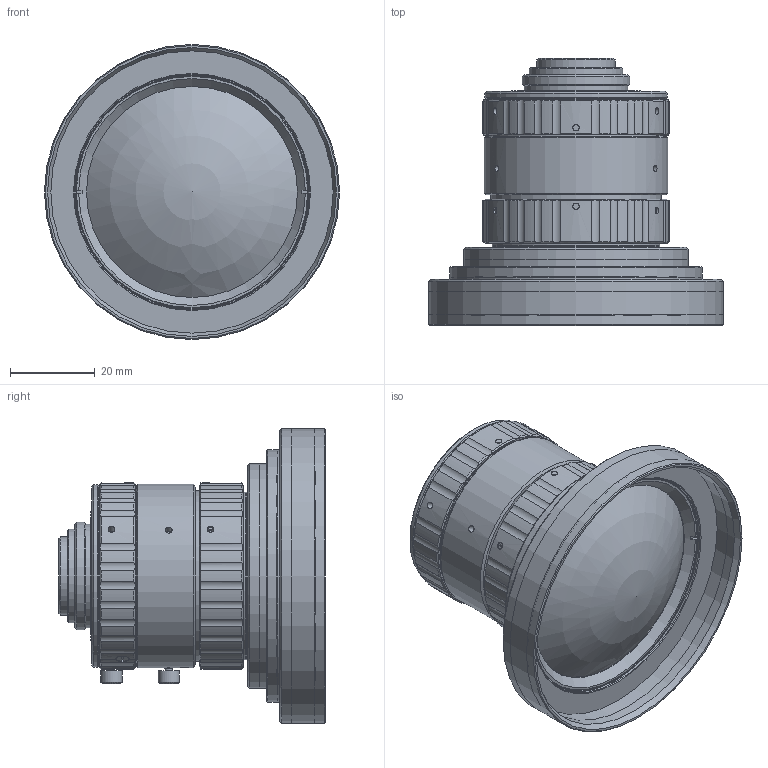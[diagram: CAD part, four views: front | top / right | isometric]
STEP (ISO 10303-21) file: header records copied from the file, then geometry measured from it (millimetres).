
FILE_DESCRIPTION(('STEP AP214'),'1');
FILE_NAME('SM0826-MP20.stp','2023-05-11T06:28:07',(' '),(' '),'Spatial InterOp 3D',' ',' ');
FILE_SCHEMA(('AUTOMOTIVE_DESIGN { 1 0 10303 214 1 1 1 1 }'));
Length unit declared in the file: metre
Products named in the file (3): SM0826-MP20; Component1; Component2
Assembly tree (2 placements, depth 2):
  SM0826-MP20
    Component1
    Component2
Bounding box: 69.5 x 62.87 x 69.5 mm (x, y, z)
Volume: 169389.3 mm3; surface area: 48145.5 mm2
Topology: 2 solids, 11 shells, 848 faces, 2113 edges, 1373 vertices
Faces by surface type: cylinder 345, plane 298, cone 197, torus 4, sphere 2, bspline 2
Full cylindrical faces by diameter (mm): 1.5 x4, 1.567 x14, 1.7 x10, 1.8 x6, 2 x4, 2.5 x2, 2.8 x2, 3 x8, 3.4 x2, 3.5 x6, 4.999 x4, 13.8 x1, 15.9 x2, 18 x1, 18.4 x2, 20.5 x1, 22 x2, 24.4 x2, 25.4 x2, 28 x1, 28.5 x1, 30.8 x1, 31 x2, 31.5 x2, 33.6 x1, 36.5 x1, 38.008 x1, 39.462 x2, 39.5 x6, 40.1 x2
Entity records: 34090 total; most frequent: CARTESIAN_POINT 8540, DIRECTION 3750, ORIENTED_EDGE 3658, EDGE_CURVE 1829, AXIS2_PLACEMENT_3D 1511, VERTEX_POINT 1309, EDGE_LOOP 1182, FACE_OUTER_BOUND 971
